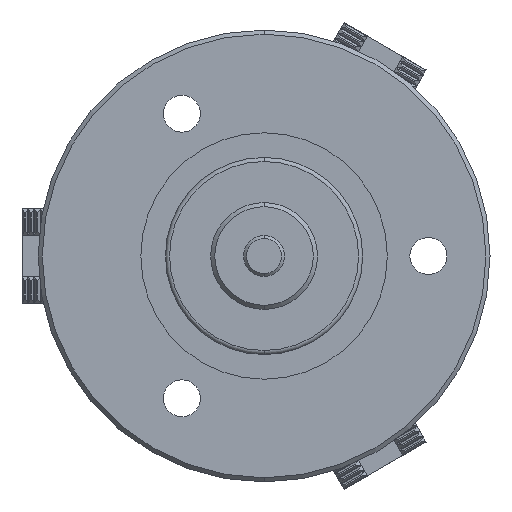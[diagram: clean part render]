
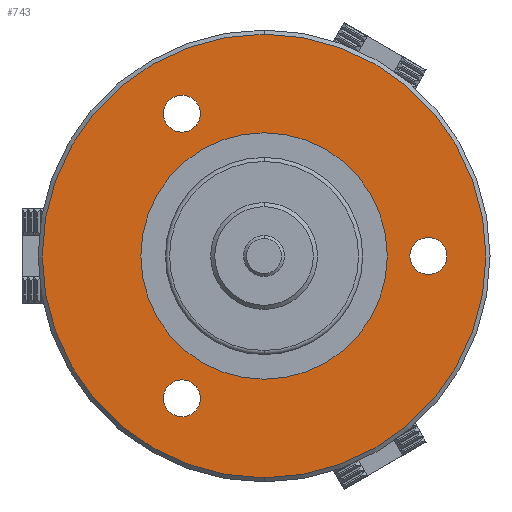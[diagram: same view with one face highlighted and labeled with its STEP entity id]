
A CAD part, left-side view. The second image highlights one B-rep face of the part: STEP entity #743.
In plain terms, the highlighted planar face has unit normal (-1, 0, 0).
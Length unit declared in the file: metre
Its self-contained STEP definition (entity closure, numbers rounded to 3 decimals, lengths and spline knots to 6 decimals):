
#338 = EDGE_CURVE ( 'NONE', #448, #443, #5648, .T. ) ;
#443 = VERTEX_POINT ( 'NONE', #5726 ) ;
#448 = VERTEX_POINT ( 'NONE', #5719 ) ;
#707 = EDGE_CURVE ( 'NONE', #443, #448, #10939, .T. ) ;
#729 = ORIENTED_EDGE ( 'NONE', *, *, #1019, .T. ) ;
#743 = ADVANCED_FACE ( 'NONE', ( #11138, #11228, #11184, #11139, #11165 ), #11183, .F. ) ;
#822 = EDGE_LOOP ( 'NONE', ( #729, #994 ) ) ;
#966 = ORIENTED_EDGE ( 'NONE', *, *, #1004, .T. ) ;
#973 = ORIENTED_EDGE ( 'NONE', *, *, #1006, .T. ) ;
#974 = ORIENTED_EDGE ( 'NONE', *, *, #10712, .T. ) ;
#979 = ORIENTED_EDGE ( 'NONE', *, *, #10746, .T. ) ;
#980 = ORIENTED_EDGE ( 'NONE', *, *, #338, .F. ) ;
#982 = EDGE_CURVE ( 'NONE', #10716, #10715, #11073, .T. ) ;
#993 = EDGE_LOOP ( 'NONE', ( #973, #979 ) ) ;
#994 = ORIENTED_EDGE ( 'NONE', *, *, #10630, .T. ) ;
#998 = EDGE_LOOP ( 'NONE', ( #1007, #974 ) ) ;
#1002 = EDGE_LOOP ( 'NONE', ( #966, #1107 ) ) ;
#1004 = EDGE_CURVE ( 'NONE', #10794, #10766, #11510, .T. ) ;
#1006 = EDGE_CURVE ( 'NONE', #10618, #10661, #11489, .T. ) ;
#1007 = ORIENTED_EDGE ( 'NONE', *, *, #982, .T. ) ;
#1019 = EDGE_CURVE ( 'NONE', #10599, #10734, #11499, .T. ) ;
#1082 = EDGE_LOOP ( 'NONE', ( #1103, #980 ) ) ;
#1103 = ORIENTED_EDGE ( 'NONE', *, *, #707, .F. ) ;
#1107 = ORIENTED_EDGE ( 'NONE', *, *, #10765, .T. ) ;
#2454 = CARTESIAN_POINT ( 'NONE',  ( 0., 0.02, -0.039141 ) ) ;
#2628 = DIRECTION ( 'NONE',  ( 1., 0., 0. ) ) ;
#2696 = CARTESIAN_POINT ( 'NONE',  ( 0., 0.02, 0.030141 ) ) ;
#2700 = DIRECTION ( 'NONE',  ( 0., 0., -1. ) ) ;
#2735 = AXIS2_PLACEMENT_3D ( 'NONE', #2742, #2738, #2748 ) ;
#2738 = DIRECTION ( 'NONE',  ( 1., 0., 0. ) ) ;
#2742 = CARTESIAN_POINT ( 'NONE',  ( 0., 0.02, -0.034641 ) ) ;
#2745 = CIRCLE ( 'NONE', #2735, 0.0045 ) ;
#2748 = DIRECTION ( 'NONE',  ( 0., 0., -1. ) ) ;
#2867 = CARTESIAN_POINT ( 'NONE',  ( 0., 0.02, 0.039141 ) ) ;
#2909 = CARTESIAN_POINT ( 'NONE',  ( 0., -0.04, 0. ) ) ;
#2936 = AXIS2_PLACEMENT_3D ( 'NONE', #2909, #2628, #2700 ) ;
#2939 = CIRCLE ( 'NONE', #2936, 0.0045 ) ;
#2984 = DIRECTION ( 'NONE',  ( 0., 0., -1. ) ) ;
#2986 = CARTESIAN_POINT ( 'NONE',  ( 0., 0., -0.054 ) ) ;
#3001 = AXIS2_PLACEMENT_3D ( 'NONE', #3032, #3021, #2984 ) ;
#3003 = CIRCLE ( 'NONE', #3001, 0.0045 ) ;
#3006 = DIRECTION ( 'NONE',  ( 0., 0., -1. ) ) ;
#3007 = DIRECTION ( 'NONE',  ( -1., 0., 0. ) ) ;
#3008 = AXIS2_PLACEMENT_3D ( 'NONE', #3058, #3007, #3006 ) ;
#3017 = CARTESIAN_POINT ( 'NONE',  ( 0., 0., 0.054 ) ) ;
#3021 = DIRECTION ( 'NONE',  ( 1., 0., 0. ) ) ;
#3029 = CIRCLE ( 'NONE', #3008, 0.054 ) ;
#3030 = CARTESIAN_POINT ( 'NONE',  ( 0., -0.04, 0.0045 ) ) ;
#3032 = CARTESIAN_POINT ( 'NONE',  ( 0., 0.02, 0.034641 ) ) ;
#3043 = CARTESIAN_POINT ( 'NONE',  ( 0., 0.02, -0.030141 ) ) ;
#3057 = CARTESIAN_POINT ( 'NONE',  ( 0., -0.04, -0.0045 ) ) ;
#3058 = CARTESIAN_POINT ( 'NONE',  ( 0., 0., 0. ) ) ;
#5619 = DIRECTION ( 'NONE',  ( -1., 0., 0. ) ) ;
#5621 = CARTESIAN_POINT ( 'NONE',  ( 0., 0., 0. ) ) ;
#5632 = DIRECTION ( 'NONE',  ( 0., 0., 1. ) ) ;
#5648 = CIRCLE ( 'NONE', #5654, 0.03 ) ;
#5654 = AXIS2_PLACEMENT_3D ( 'NONE', #5621, #5619, #5632 ) ;
#5719 = CARTESIAN_POINT ( 'NONE',  ( 0., 0., -0.03 ) ) ;
#5726 = CARTESIAN_POINT ( 'NONE',  ( 0., 0., 0.03 ) ) ;
#10599 = VERTEX_POINT ( 'NONE', #2454 ) ;
#10618 = VERTEX_POINT ( 'NONE', #2696 ) ;
#10630 = EDGE_CURVE ( 'NONE', #10734, #10599, #2745, .T. ) ;
#10661 = VERTEX_POINT ( 'NONE', #2867 ) ;
#10712 = EDGE_CURVE ( 'NONE', #10715, #10716, #2939, .T. ) ;
#10715 = VERTEX_POINT ( 'NONE', #3030 ) ;
#10716 = VERTEX_POINT ( 'NONE', #3057 ) ;
#10734 = VERTEX_POINT ( 'NONE', #3043 ) ;
#10746 = EDGE_CURVE ( 'NONE', #10661, #10618, #3003, .T. ) ;
#10765 = EDGE_CURVE ( 'NONE', #10766, #10794, #3029, .T. ) ;
#10766 = VERTEX_POINT ( 'NONE', #3017 ) ;
#10794 = VERTEX_POINT ( 'NONE', #2986 ) ;
#10939 = CIRCLE ( 'NONE', #11008, 0.03 ) ;
#11008 = AXIS2_PLACEMENT_3D ( 'NONE', #11037, #11031, #11030 ) ;
#11030 = DIRECTION ( 'NONE',  ( 0., 0., 1. ) ) ;
#11031 = DIRECTION ( 'NONE',  ( -1., 0., 0. ) ) ;
#11037 = CARTESIAN_POINT ( 'NONE',  ( 0., 0., 0. ) ) ;
#11069 = DIRECTION ( 'NONE',  ( 0., 0., -1. ) ) ;
#11070 = DIRECTION ( 'NONE',  ( 1., 0., 0. ) ) ;
#11071 = AXIS2_PLACEMENT_3D ( 'NONE', #11074, #11070, #11069 ) ;
#11073 = CIRCLE ( 'NONE', #11071, 0.0045 ) ;
#11074 = CARTESIAN_POINT ( 'NONE',  ( 0., -0.04, 0. ) ) ;
#11121 = AXIS2_PLACEMENT_3D ( 'NONE', #11185, #11222, #11221 ) ;
#11138 = FACE_BOUND ( 'NONE', #822, .T. ) ;
#11139 = FACE_OUTER_BOUND ( 'NONE', #1002, .T. ) ;
#11165 = FACE_BOUND ( 'NONE', #1082, .T. ) ;
#11183 = PLANE ( 'NONE',  #11121 ) ;
#11184 = FACE_BOUND ( 'NONE', #993, .T. ) ;
#11185 = CARTESIAN_POINT ( 'NONE',  ( 0., 0.03, 0. ) ) ;
#11221 = DIRECTION ( 'NONE',  ( 0., 0., -1. ) ) ;
#11222 = DIRECTION ( 'NONE',  ( 1., 0., 0. ) ) ;
#11228 = FACE_BOUND ( 'NONE', #998, .T. ) ;
#11475 = DIRECTION ( 'NONE',  ( 0., 0., -1. ) ) ;
#11478 = CARTESIAN_POINT ( 'NONE',  ( 0., 0.02, -0.034641 ) ) ;
#11483 = DIRECTION ( 'NONE',  ( 1., 0., 0. ) ) ;
#11487 = AXIS2_PLACEMENT_3D ( 'NONE', #11478, #11483, #11475 ) ;
#11488 = DIRECTION ( 'NONE',  ( 0., 0., -1. ) ) ;
#11489 = CIRCLE ( 'NONE', #11505, 0.0045 ) ;
#11499 = CIRCLE ( 'NONE', #11487, 0.0045 ) ;
#11503 = DIRECTION ( 'NONE',  ( 1., 0., 0. ) ) ;
#11504 = CARTESIAN_POINT ( 'NONE',  ( 0., 0.02, 0.034641 ) ) ;
#11505 = AXIS2_PLACEMENT_3D ( 'NONE', #11504, #11503, #11488 ) ;
#11506 = DIRECTION ( 'NONE',  ( 0., 0., -1. ) ) ;
#11507 = DIRECTION ( 'NONE',  ( -1., 0., 0. ) ) ;
#11508 = CARTESIAN_POINT ( 'NONE',  ( 0., 0., 0. ) ) ;
#11509 = AXIS2_PLACEMENT_3D ( 'NONE', #11508, #11507, #11506 ) ;
#11510 = CIRCLE ( 'NONE', #11509, 0.054 ) ;
